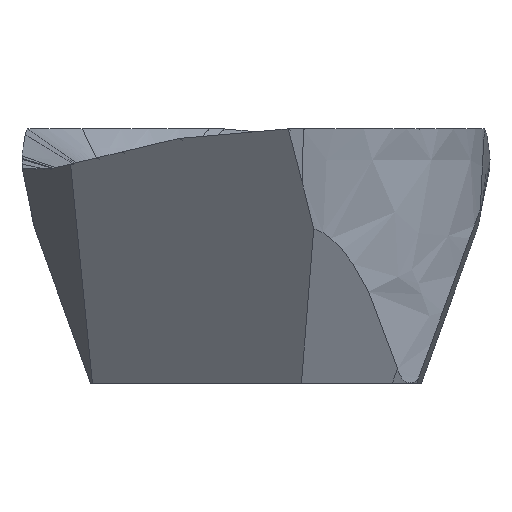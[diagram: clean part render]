
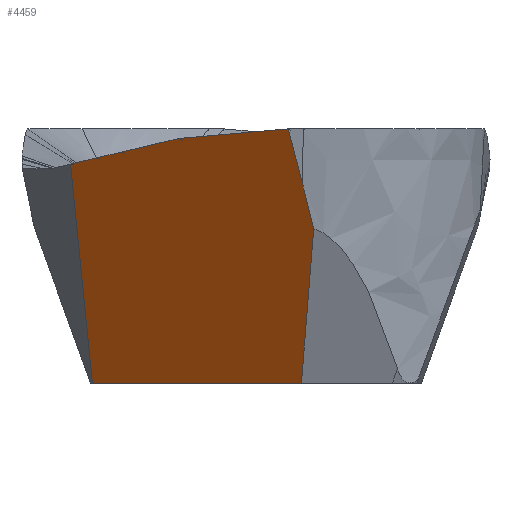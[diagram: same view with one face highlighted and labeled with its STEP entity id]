
A CAD part, left-side view. The second image highlights one B-rep face of the part: STEP entity #4459.
In plain terms, the highlighted planar face has unit normal (-0.814, 0.47, -0.342).
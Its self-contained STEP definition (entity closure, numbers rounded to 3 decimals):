
#73=DIRECTION('',(0.5,0.866,0.));
#74=VECTOR('',#73,6.645);
#75=CARTESIAN_POINT('',(-10.771,-1.251,-7.));
#76=LINE('',#75,#74);
#1522=DIRECTION('',(-0.55,-0.813,0.192));
#1523=VECTOR('',#1522,0.857);
#1524=CARTESIAN_POINT('',(-9.634,5.107,
-0.969));
#1525=LINE('',#1524,#1523);
#1529=DIRECTION('',(-0.55,-0.813,0.192));
#1530=VECTOR('',#1529,0.857);
#1531=CARTESIAN_POINT('',(-10.106,4.411,
-0.804));
#1532=LINE('',#1531,#1530);
#1536=DIRECTION('',(-0.55,-0.813,0.192));
#1537=VECTOR('',#1536,1.964);
#1538=CARTESIAN_POINT('',(-10.577,3.714,
-0.64));
#1539=LINE('',#1538,#1537);
#1543=DIRECTION('',(-0.522,-0.85,0.074));
#1544=VECTOR('',#1543,3.53);
#1545=CARTESIAN_POINT('',(-11.658,2.117,
-0.262));
#1546=LINE('',#1545,#1544);
#1550=CARTESIAN_POINT('',(-12.753,-1.59,
-2.748));
#1551=CARTESIAN_POINT('',(-12.794,-1.556,
-2.604));
#1552=CARTESIAN_POINT('',(-12.874,-1.488,
-2.32));
#1553=CARTESIAN_POINT('',(-12.988,-1.385,
-1.91));
#1554=CARTESIAN_POINT('',(-13.059,-1.317,
-1.645));
#1555=CARTESIAN_POINT('',(-13.094,-1.283,
-1.516));
#1560=DIRECTION('',(0.422,0.072,-0.904));
#1561=VECTOR('',#1560,4.704);
#1562=CARTESIAN_POINT('',(-12.753,-1.59,
-2.748));
#1563=LINE('',#1562,#1561);
#1567=DIRECTION('',(-0.339,0.094,0.936));
#1568=VECTOR('',#1567,6.444);
#1569=CARTESIAN_POINT('',(-7.448,4.504,-7.));
#1570=LINE('',#1569,#1568);
#1653=DIRECTION('',(-0.251,0.247,0.936));
#1654=VECTOR('',#1653,1.619);
#1655=CARTESIAN_POINT('',(-13.094,-1.283,
-1.516));
#1656=LINE('',#1655,#1654);
#1822=CARTESIAN_POINT('',(-12.753,-1.59,
-2.748));
#2091=CARTESIAN_POINT('',(-7.448,4.504,-7.));
#2093=VERTEX_POINT('',#2091);
#2174=VERTEX_POINT('',#1822);
#2209=CARTESIAN_POINT('',(-10.771,-1.251,-7.));
#2210=VERTEX_POINT('',#2209);
#2211=VERTEX_POINT('',#1555);
#2226=CARTESIAN_POINT('',(-9.634,5.107,
-0.969));
#2227=CARTESIAN_POINT('',(-10.106,4.411,
-0.804));
#2228=VERTEX_POINT('',#2226);
#2229=VERTEX_POINT('',#2227);
#2230=CARTESIAN_POINT('',(-10.577,3.714,
-0.64));
#2231=VERTEX_POINT('',#2230);
#2232=CARTESIAN_POINT('',(-11.658,2.117,
-0.262));
#2233=VERTEX_POINT('',#2232);
#2300=CARTESIAN_POINT('',(-13.5,-0.883,0.));
#2301=VERTEX_POINT('',#2300);
#4436=CARTESIAN_POINT('',(-11.743,2.161,0.));
#4437=DIRECTION('',(0.814,-0.47,0.342));
#4438=DIRECTION('',(0.5,0.866,0.));
#4439=AXIS2_PLACEMENT_3D('',#4436,#4437,#4438);
#4440=PLANE('',#4439);
#4441=ORIENTED_EDGE('',*,*,#4427,.T.);
#4443=ORIENTED_EDGE('',*,*,#4442,.T.);
#4445=ORIENTED_EDGE('',*,*,#4444,.T.);
#4447=ORIENTED_EDGE('',*,*,#4446,.T.);
#4449=ORIENTED_EDGE('',*,*,#4448,.F.);
#4451=ORIENTED_EDGE('',*,*,#4450,.F.);
#4453=ORIENTED_EDGE('',*,*,#4452,.T.);
#4454=ORIENTED_EDGE('',*,*,#2347,.T.);
#4456=ORIENTED_EDGE('',*,*,#4455,.T.);
#4457=EDGE_LOOP('',(#4441,#4443,#4445,#4447,#4449,#4451,#4453,#4454,#4456));
#4458=FACE_OUTER_BOUND('',#4457,.F.);
#1556=B_SPLINE_CURVE_WITH_KNOTS('',3,(#1550,#1551,#1552,#1553,#1554,#1555),
.UNSPECIFIED.,.F.,.F.,(4,1,1,4),(0.,0.333,0.667,1.),
.UNSPECIFIED.);
#2347=EDGE_CURVE('',#2210,#2093,#76,.T.);
#4427=EDGE_CURVE('',#2228,#2229,#1525,.T.);
#4442=EDGE_CURVE('',#2229,#2231,#1532,.T.);
#4444=EDGE_CURVE('',#2231,#2233,#1539,.T.);
#4446=EDGE_CURVE('',#2233,#2301,#1546,.T.);
#4448=EDGE_CURVE('',#2211,#2301,#1656,.T.);
#4450=EDGE_CURVE('',#2174,#2211,#1556,.T.);
#4452=EDGE_CURVE('',#2174,#2210,#1563,.T.);
#4455=EDGE_CURVE('',#2093,#2228,#1570,.T.);
#4459=ADVANCED_FACE('',(#4458),#4440,.F.);
